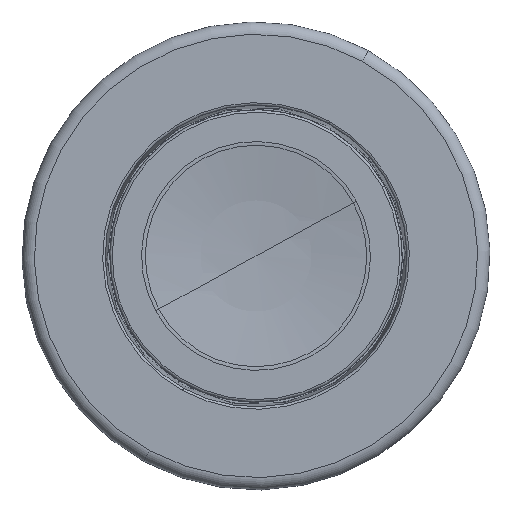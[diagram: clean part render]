
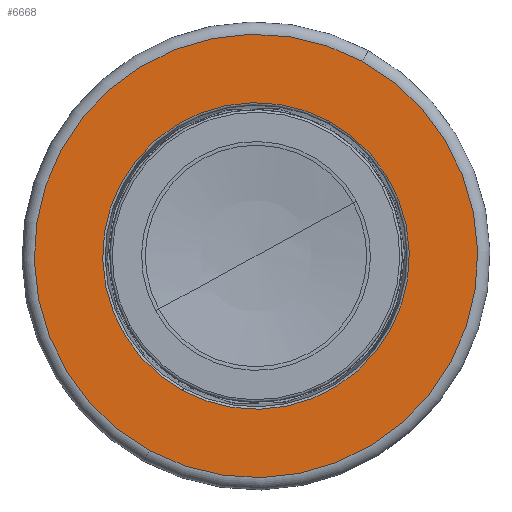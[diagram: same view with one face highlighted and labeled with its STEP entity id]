
A CAD part, top view. The second image highlights one B-rep face of the part: STEP entity #6668.
In plain terms, the highlighted planar face has unit normal (0, 0, 1).
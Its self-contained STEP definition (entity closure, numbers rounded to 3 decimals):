
#6547=AXIS2_PLACEMENT_3D('Circle Axis2P3D',#6545,#6546,$) ;
#6564=AXIS2_PLACEMENT_3D('Circle Axis2P3D',#6562,#6563,$) ;
#6644=AXIS2_PLACEMENT_3D('Plane Axis2P3D',#6641,#6642,#6643) ;
#6648=AXIS2_PLACEMENT_3D('Circle Axis2P3D',#6646,#6647,$) ;
#6657=AXIS2_PLACEMENT_3D('Circle Axis2P3D',#6655,#6656,$) ;
#6535=CARTESIAN_POINT('Vertex',(5.967,10.922,8.3)) ;
#6542=CARTESIAN_POINT('Vertex',(-5.967,-10.922,8.3)) ;
#6545=CARTESIAN_POINT('Axis2P3D Location',(0.,0.,8.3)) ;
#6562=CARTESIAN_POINT('Axis2P3D Location',(0.,0.,8.3)) ;
#6641=CARTESIAN_POINT('Axis2P3D Location',(0.,18.,8.3)) ;
#6646=CARTESIAN_POINT('Axis2P3D Location',(0.,0.,8.3)) ;
#6650=CARTESIAN_POINT('Vertex',(8.63,15.796,8.3)) ;
#6652=CARTESIAN_POINT('Vertex',(-8.63,-15.796,8.3)) ;
#6655=CARTESIAN_POINT('Axis2P3D Location',(0.,0.,8.3)) ;
#6546=DIRECTION('Axis2P3D Direction',(-0.,0.,-1.)) ;
#6563=DIRECTION('Axis2P3D Direction',(0.,-0.,-1.)) ;
#6642=DIRECTION('Axis2P3D Direction',(0.,0.,-1.)) ;
#6643=DIRECTION('Axis2P3D XDirection',(1.,0.,0.)) ;
#6647=DIRECTION('Axis2P3D Direction',(0.,0.,-1.)) ;
#6656=DIRECTION('Axis2P3D Direction',(0.,0.,-1.)) ;
#6661=ORIENTED_EDGE('',*,*,#6654,.F.) ;
#6662=ORIENTED_EDGE('',*,*,#6659,.F.) ;
#6665=ORIENTED_EDGE('',*,*,#6566,.T.) ;
#6666=ORIENTED_EDGE('',*,*,#6549,.T.) ;
#6667=FACE_BOUND('',#6664,.T.) ;
#6668=ADVANCED_FACE('Corps principal ( *SOL2 - wsp *MASTER -  )',(#6663,#6667),#6645,.F.) ;
#6548=CIRCLE('generated circle',#6547,12.445) ;
#6565=CIRCLE('generated circle',#6564,12.445) ;
#6649=CIRCLE('generated circle',#6648,18.) ;
#6658=CIRCLE('generated circle',#6657,18.) ;
#6549=EDGE_CURVE('',#6536,#6543,#6548,.T.) ;
#6566=EDGE_CURVE('',#6543,#6536,#6565,.T.) ;
#6654=EDGE_CURVE('',#6651,#6653,#6649,.T.) ;
#6659=EDGE_CURVE('',#6653,#6651,#6658,.T.) ;
#6660=EDGE_LOOP('',(#6661,#6662)) ;
#6664=EDGE_LOOP('',(#6665,#6666)) ;
#6663=FACE_OUTER_BOUND('',#6660,.T.) ;
#6645=PLANE('',#6644) ;
#6536=VERTEX_POINT('',#6535) ;
#6543=VERTEX_POINT('',#6542) ;
#6651=VERTEX_POINT('',#6650) ;
#6653=VERTEX_POINT('',#6652) ;
